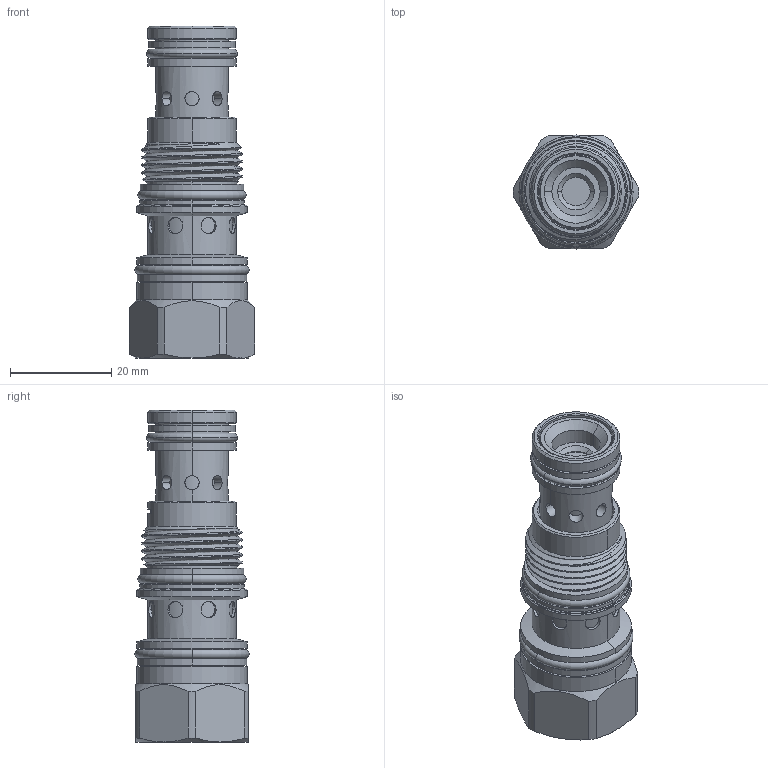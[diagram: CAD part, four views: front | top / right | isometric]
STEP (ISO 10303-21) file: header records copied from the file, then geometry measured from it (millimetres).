
FILE_DESCRIPTION (( 'STEP AP203' ), '1' );
FILE_NAME ('PP11A30-8.STEP', '2016-07-27T05:13:21', ( '' ), ( '' ), 'SwSTEP 2.0', 'SolidWorks 2012', '' );
FILE_SCHEMA (( 'CONFIG_CONTROL_DESIGN' ));
Length unit declared in the file: millimetre
Products named in the file (1): PP11A30-8
Bounding box: 24.79 x 22.55 x 65.6 mm (x, y, z)
Volume: 15806.1 mm3; surface area: 8668.2 mm2
Topology: 5 solids, 5 shells, 246 faces, 548 edges, 340 vertices
Faces by surface type: cylinder 134, cone 50, plane 33, torus 22, bspline 7
Entity records: 11527 total; most frequent: CARTESIAN_POINT 6153, DIRECTION 1103, ORIENTED_EDGE 1096, EDGE_CURVE 548, AXIS2_PLACEMENT_3D 464, VERTEX_POINT 340, EDGE_LOOP 280, FACE_OUTER_BOUND 246
